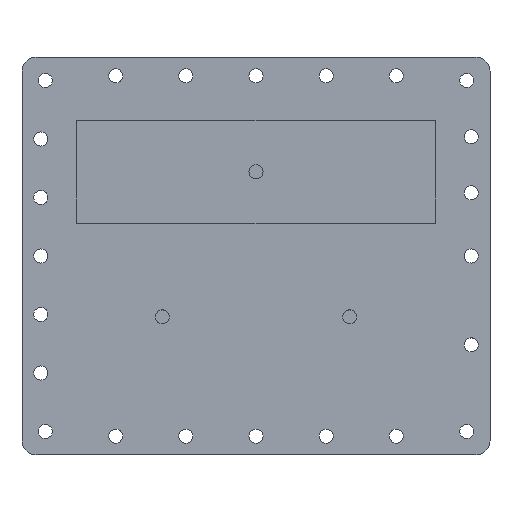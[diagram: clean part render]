
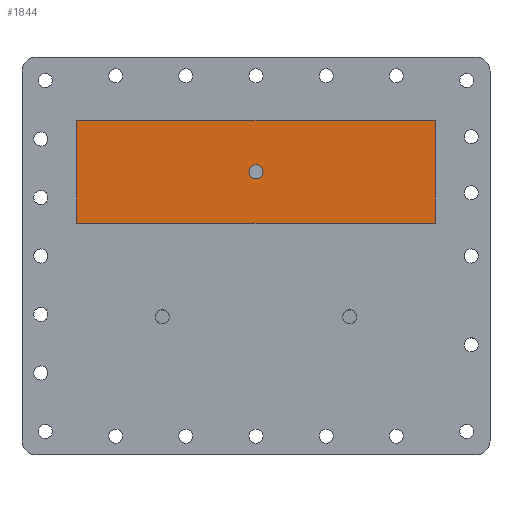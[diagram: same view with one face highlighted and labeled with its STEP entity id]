
A CAD part, top view. The second image highlights one B-rep face of the part: STEP entity #1844.
In plain terms, the highlighted planar face has unit normal (0, 0, 1).
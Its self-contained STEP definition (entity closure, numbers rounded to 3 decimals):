
#181=LINE('',#3475,#252);
#185=LINE('',#3482,#256);
#188=LINE('',#3488,#259);
#190=LINE('',#3491,#261);
#252=VECTOR('',#2488,10.);
#256=VECTOR('',#2494,10.);
#259=VECTOR('',#2499,10.);
#261=VECTOR('',#2503,10.);
#276=PLANE('',#2056);
#331=FACE_BOUND('',#611,.T.);
#468=FACE_OUTER_BOUND('',#610,.T.);
#610=EDGE_LOOP('',(#1600,#1601,#1602,#1603));
#611=EDGE_LOOP('',(#1604));
#835=CIRCLE('',#2057,1.5);
#1011=VERTEX_POINT('',#3472);
#1012=VERTEX_POINT('',#3474);
#1014=VERTEX_POINT('',#3480);
#1016=VERTEX_POINT('',#3486);
#1017=VERTEX_POINT('',#3493);
#1242=EDGE_CURVE('',#1011,#1012,#181,.T.);
#1246=EDGE_CURVE('',#1014,#1011,#185,.T.);
#1249=EDGE_CURVE('',#1016,#1014,#188,.T.);
#1251=EDGE_CURVE('',#1012,#1016,#190,.T.);
#1252=EDGE_CURVE('',#1017,#1017,#835,.T.);
#1600=ORIENTED_EDGE('',*,*,#1251,.F.);
#1601=ORIENTED_EDGE('',*,*,#1242,.F.);
#1602=ORIENTED_EDGE('',*,*,#1246,.F.);
#1603=ORIENTED_EDGE('',*,*,#1249,.F.);
#1604=ORIENTED_EDGE('',*,*,#1252,.F.);
#1844=ADVANCED_FACE('',(#468,#331),#276,.F.);
#2056=AXIS2_PLACEMENT_3D('',#3492,#2504,#2505);
#2057=AXIS2_PLACEMENT_3D('',#3494,#2506,#2507);
#2488=DIRECTION('',(0.,1.,0.));
#2494=DIRECTION('',(-1.,0.,0.));
#2499=DIRECTION('',(0.,-1.,0.));
#2503=DIRECTION('',(1.,0.,0.));
#2504=DIRECTION('center_axis',(0.,0.,-1.));
#2505=DIRECTION('ref_axis',(-1.,0.,0.));
#2506=DIRECTION('center_axis',(0.,0.,1.));
#2507=DIRECTION('ref_axis',(-1.,0.,0.));
#3472=CARTESIAN_POINT('',(-38.25,7.,0.));
#3474=CARTESIAN_POINT('',(-38.25,29.,0.));
#3475=CARTESIAN_POINT('',(-38.25,7.,0.));
#3480=CARTESIAN_POINT('',(38.25,7.,0.));
#3482=CARTESIAN_POINT('',(38.25,7.,0.));
#3486=CARTESIAN_POINT('',(38.25,29.,0.));
#3488=CARTESIAN_POINT('',(38.25,29.,0.));
#3491=CARTESIAN_POINT('',(-38.25,29.,0.));
#3492=CARTESIAN_POINT('Origin',(0.,18.,0.));
#3493=CARTESIAN_POINT('',(1.5,18.,0.));
#3494=CARTESIAN_POINT('Origin',(0.,18.,0.));
